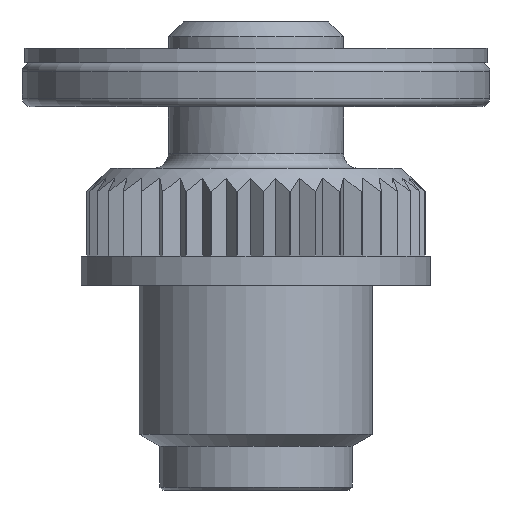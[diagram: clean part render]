
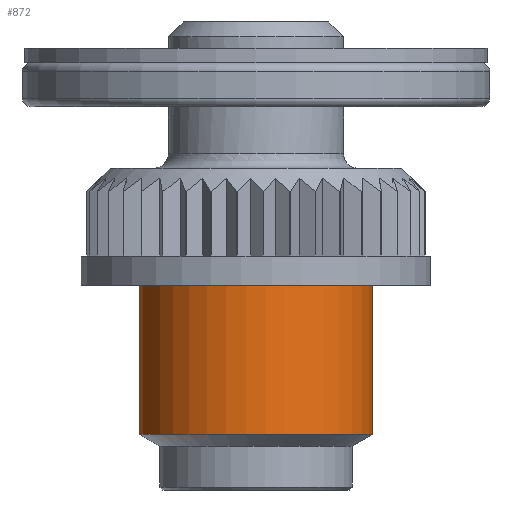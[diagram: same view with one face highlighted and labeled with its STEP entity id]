
A CAD part, front view. The second image highlights one B-rep face of the part: STEP entity #872.
In plain terms, the highlighted cylindrical face has radius 4 mm (diameter 8 mm), a full revolution.
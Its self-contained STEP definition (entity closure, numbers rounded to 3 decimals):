
#807=CYLINDRICAL_SURFACE('',#3245,4.);
#872=ADVANCED_FACE('',(#1149,#1150),#807,.T.);
#1149=FACE_BOUND('',#1205,.T.);
#1150=FACE_BOUND('',#1206,.T.);
#1205=EDGE_LOOP('',(#1413));
#1206=EDGE_LOOP('',(#1414));
#1413=ORIENTED_EDGE('',*,*,#2630,.T.);
#1414=ORIENTED_EDGE('',*,*,#2631,.T.);
#2323=VERTEX_POINT('',#4467);
#2324=VERTEX_POINT('',#4469);
#2630=EDGE_CURVE('',#2323,#2323,#3087,.T.);
#2631=EDGE_CURVE('',#2324,#2324,#3088,.T.);
#3087=CIRCLE('',#3243,4.);
#3088=CIRCLE('',#3244,4.);
#3243=AXIS2_PLACEMENT_3D('',#4466,#3583,#3584);
#3244=AXIS2_PLACEMENT_3D('',#4468,#3585,#3586);
#3245=AXIS2_PLACEMENT_3D('',#4470,#3587,#3588);
#3583=DIRECTION('',(0.,0.,1.));
#3584=DIRECTION('',(-0.906,-0.424,0.));
#3585=DIRECTION('',(0.,0.,-1.));
#3586=DIRECTION('',(-0.906,-0.424,0.));
#3587=DIRECTION('',(0.,0.,-1.));
#3588=DIRECTION('',(-0.906,-0.424,0.));
#4466=CARTESIAN_POINT('',(0.,0.,-14.096));
#4467=CARTESIAN_POINT('',(-3.623,-1.695,-14.096));
#4468=CARTESIAN_POINT('',(0.,0.,-9.));
#4469=CARTESIAN_POINT('',(-3.623,-1.695,-9.));
#4470=CARTESIAN_POINT('',(0.,0.,-9.));
